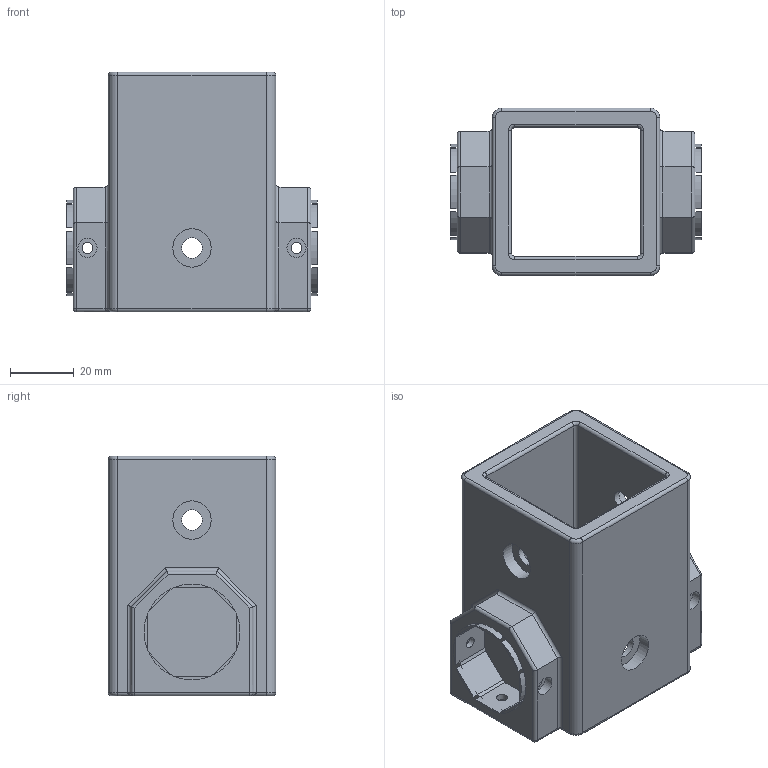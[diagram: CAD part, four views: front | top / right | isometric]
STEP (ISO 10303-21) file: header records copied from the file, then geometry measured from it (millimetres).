
FILE_DESCRIPTION(/* description */ (''),/* implementation_level */ '2;1');
FILE_NAME(/* name */ 'extrusion_connector.step',/* time_stamp */ '2026-02-16T15:28:32-08:00',/* author */ (''),/* organization */ (''),/* preprocessor_version */ 'ST-DEVELOPER v20.1',/* originating_system */ 'Autodesk Translation Framework v14.24.0.0',/* authorisation */ '');
FILE_SCHEMA (('AUTOMOTIVE_DESIGN { 1 0 10303 214 3 1 1 }'));
Length unit declared in the file: millimetre
Products named in the file (4): Manuel 1.0; V4 robot arm; Shoulder; Extrusion connector
Assembly tree (3 placements, depth 4):
  Manuel 1.0
    V4 robot arm
      Shoulder
        Extrusion connector
Bounding box: 78.4 x 52.4 x 75 mm (x, y, z)
Volume: 95936.7 mm3; surface area: 35750.3 mm2
Topology: 1 solids, 1 shells, 194 faces, 440 edges, 256 vertices
Faces by surface type: cylinder 104, plane 66, torus 16, bspline 4, sphere 4
Full cylindrical faces by diameter (mm): 3.4 x6, 6 x6, 6.4 x4, 12 x4
Entity records: 5604 total; most frequent: DIRECTION 1038, CARTESIAN_POINT 1009, ORIENTED_EDGE 872, EDGE_CURVE 436, AXIS2_PLACEMENT_3D 405, VERTEX_POINT 256, EDGE_LOOP 228, LINE 228
